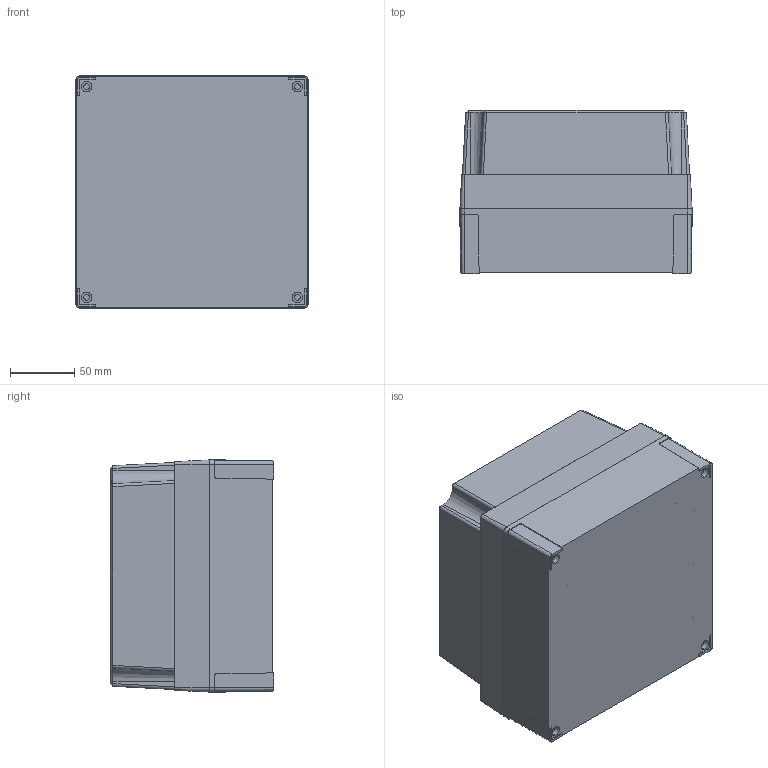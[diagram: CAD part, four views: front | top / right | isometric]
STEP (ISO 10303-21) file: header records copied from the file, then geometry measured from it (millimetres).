
FILE_DESCRIPTION (( 'STEP AP214' ), '1' );
FILE_NAME ('6011322_FIBOX_MNX_PC_175_125_HG.STEP', '2023-02-16T12:50:09', ( '' ), ( '' ), 'SwSTEP 2.0', 'SolidWorks 2021', '' );
FILE_SCHEMA (( 'AUTOMOTIVE_DESIGN' ));
Length unit declared in the file: millimetre
Products named in the file (4): 6011322_FIBOX_MNX_PC_175_125_HG; FIBOX_MNXSS14551H; FIBOX_MNX175HB; FIBOX_MNX17575C
Assembly tree (6 placements, depth 2):
  6011322_FIBOX_MNX_PC_175_125_HG
    FIBOX_MNX175HB
    FIBOX_MNX17575C
    FIBOX_MNXSS14551H  x4
Bounding box: 180.1 x 126.6 x 180.1 mm (x, y, z)
Volume: 444193.6 mm3; surface area: 309114.6 mm2
Topology: 6 solids, 6 shells, 557 faces, 1381 edges, 912 vertices
Faces by surface type: plane 327, cylinder 184, cone 44, bspline 2
Entity records: 16754 total; most frequent: CARTESIAN_POINT 5090, DIRECTION 2435, ORIENTED_EDGE 2354, EDGE_CURVE 1177, AXIS2_PLACEMENT_3D 876, VERTEX_POINT 780, LINE 683, VECTOR 683
